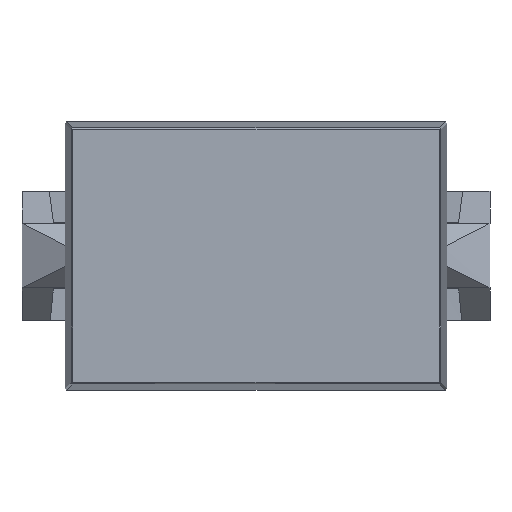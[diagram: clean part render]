
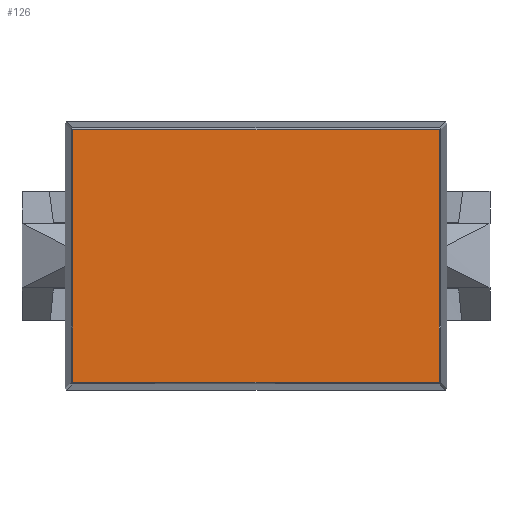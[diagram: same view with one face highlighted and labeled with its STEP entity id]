
A CAD part, top view. The second image highlights one B-rep face of the part: STEP entity #126.
In plain terms, the highlighted free-form (B-spline) face has degree [1, 1] with [2, 2] control points.
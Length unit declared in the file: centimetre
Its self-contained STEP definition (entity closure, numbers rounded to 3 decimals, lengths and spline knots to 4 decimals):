
#126=ADVANCED_FACE('',(#230),#1216,.T.);
#230=FACE_OUTER_BOUND('',#334,.T.);
#334=EDGE_LOOP('',(#663,#664,#665,#666));
#663=ORIENTED_EDGE('',*,*,#939,.T.);
#664=ORIENTED_EDGE('',*,*,#942,.T.);
#665=ORIENTED_EDGE('',*,*,#940,.T.);
#666=ORIENTED_EDGE('',*,*,#941,.T.);
#939=EDGE_CURVE('',#1089,#1090,#1323,.T.);
#940=EDGE_CURVE('',#1091,#1092,#1324,.T.);
#941=EDGE_CURVE('',#1092,#1089,#1325,.T.);
#942=EDGE_CURVE('',#1090,#1091,#1326,.T.);
#1089=VERTEX_POINT('',#3667);
#1090=VERTEX_POINT('',#3668);
#1091=VERTEX_POINT('',#3669);
#1092=VERTEX_POINT('',#3670);
#1216=B_SPLINE_SURFACE_WITH_KNOTS('',1,1,((#3471,#3472),(#3473,#3474)),.UNSPECIFIED.,
.F.,.F.,.F.,(2,2),(2,2),(-8.2459,-0.0565),(0.0565,
11.926),.UNSPECIFIED.);
#1323=(
BOUNDED_CURVE()
B_SPLINE_CURVE(3,(#3351,#3352,#3353,#3354),.UNSPECIFIED.,.F.,.F.)
B_SPLINE_CURVE_WITH_KNOTS((4,4),(0.0565,11.926),.UNSPECIFIED.)
CURVE()
GEOMETRIC_REPRESENTATION_ITEM()
RATIONAL_B_SPLINE_CURVE((1.,1.,1.,1.))
REPRESENTATION_ITEM('')
);
#1324=(
BOUNDED_CURVE()
B_SPLINE_CURVE(3,(#3355,#3356,#3357,#3358),.UNSPECIFIED.,.F.,.F.)
B_SPLINE_CURVE_WITH_KNOTS((4,4),(0.0565,11.926),.UNSPECIFIED.)
CURVE()
GEOMETRIC_REPRESENTATION_ITEM()
RATIONAL_B_SPLINE_CURVE((1.,1.,1.,1.))
REPRESENTATION_ITEM('')
);
#1325=(
BOUNDED_CURVE()
B_SPLINE_CURVE(3,(#3359,#3360,#3361,#3362),.UNSPECIFIED.,.F.,.F.)
B_SPLINE_CURVE_WITH_KNOTS((4,4),(0.0565,8.2459),.UNSPECIFIED.)
CURVE()
GEOMETRIC_REPRESENTATION_ITEM()
RATIONAL_B_SPLINE_CURVE((1.,1.,1.,1.))
REPRESENTATION_ITEM('')
);
#1326=(
BOUNDED_CURVE()
B_SPLINE_CURVE(3,(#3363,#3364,#3365,#3366),.UNSPECIFIED.,.F.,.F.)
B_SPLINE_CURVE_WITH_KNOTS((4,4),(0.0565,8.2459),.UNSPECIFIED.)
CURVE()
GEOMETRIC_REPRESENTATION_ITEM()
RATIONAL_B_SPLINE_CURVE((1.,1.,1.,1.))
REPRESENTATION_ITEM('')
);
#3351=CARTESIAN_POINT('',(5.2565,5.2565,5.3829));
#3352=CARTESIAN_POINT('',(9.213,5.2565,5.3829));
#3353=CARTESIAN_POINT('',(13.1695,5.2565,5.3829));
#3354=CARTESIAN_POINT('',(17.126,5.2565,5.3829));
#3355=CARTESIAN_POINT('',(17.126,13.4459,5.3829));
#3356=CARTESIAN_POINT('',(13.1695,13.4459,5.3829));
#3357=CARTESIAN_POINT('',(9.213,13.4459,5.3829));
#3358=CARTESIAN_POINT('',(5.2565,13.4459,5.3829));
#3359=CARTESIAN_POINT('',(5.2565,13.4459,5.3829));
#3360=CARTESIAN_POINT('',(5.2565,10.7161,5.3829));
#3361=CARTESIAN_POINT('',(5.2565,7.9863,5.3829));
#3362=CARTESIAN_POINT('',(5.2565,5.2565,5.3829));
#3363=CARTESIAN_POINT('',(17.126,5.2565,5.3829));
#3364=CARTESIAN_POINT('',(17.126,7.9863,5.3829));
#3365=CARTESIAN_POINT('',(17.126,10.7161,5.3829));
#3366=CARTESIAN_POINT('',(17.126,13.4459,5.3829));
#3471=CARTESIAN_POINT('',(5.2565,13.4459,5.3829));
#3472=CARTESIAN_POINT('',(17.126,13.4459,5.3829));
#3473=CARTESIAN_POINT('',(5.2565,5.2565,5.3829));
#3474=CARTESIAN_POINT('',(17.126,5.2565,5.3829));
#3667=CARTESIAN_POINT('',(5.2565,5.2565,5.3829));
#3668=CARTESIAN_POINT('',(17.126,5.2565,5.3829));
#3669=CARTESIAN_POINT('',(17.126,13.4459,5.3829));
#3670=CARTESIAN_POINT('',(5.2565,13.4459,5.3829));
